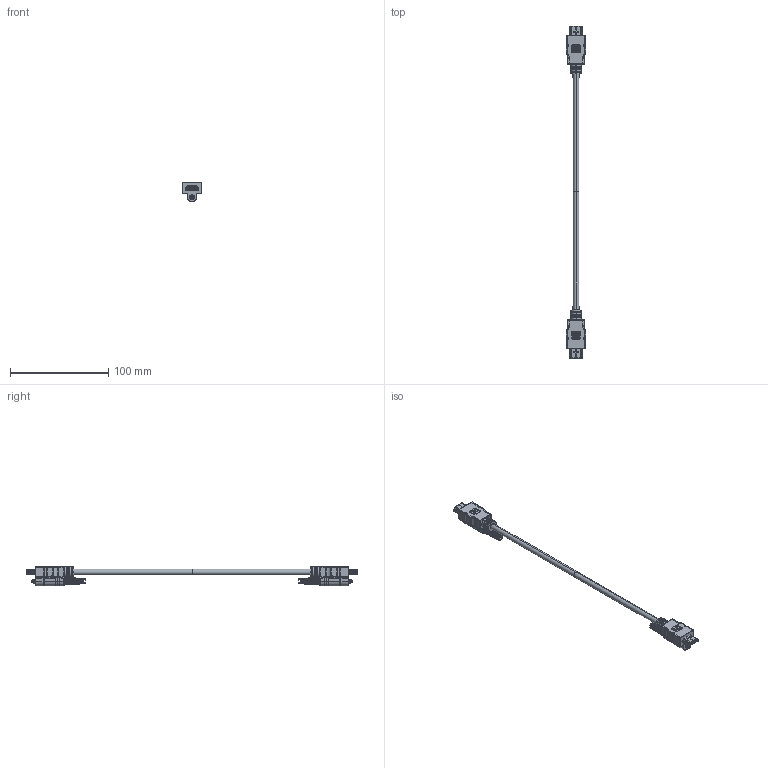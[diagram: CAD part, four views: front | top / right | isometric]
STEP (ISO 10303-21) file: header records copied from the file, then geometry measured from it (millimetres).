
FILE_DESCRIPTION (( 'STEP AP214' ), '1' );
FILE_NAME ('HDMI-MM-L_3D.STEP', '2022-08-25T14:42:43', ( '' ), ( '' ), 'SwSTEP 2.0', 'SolidWorks 2021', '' );
FILE_SCHEMA (( 'AUTOMOTIVE_DESIGN' ));
Length unit declared in the file: inch
Products named in the file (6): LHD20-MM-01A; DVI1002A-1; LHD20-MM_SKEL; HDMI-MM-L_3D; 5001-1A-OD7D3-01_2; LHD20-MM_ASM
Assembly tree (6 placements, depth 3):
  HDMI-MM-L_3D
    LHD20-MM_ASM  x2
      LHD20-MM_SKEL
      LHD20-MM-01A
      5001-1A-OD7D3-01_2
      DVI1002A-1
Bounding box: 20 x 337.6 x 19.9 mm (x, y, z)
Volume: 44451.7 mm3; surface area: 26818.7 mm2
Topology: 10 solids, 48 shells, 3282 faces, 8548 edges, 5538 vertices
Faces by surface type: plane 1684, cylinder 1024, bspline 488, cone 78, torus 8
Entity records: 66895 total; most frequent: CARTESIAN_POINT 24094, ORIENTED_EDGE 8548, DIRECTION 6122, EDGE_CURVE 4274, VERTEX_POINT 2769, LINE 2140, VECTOR 2140, AXIS2_PLACEMENT_3D 1991
